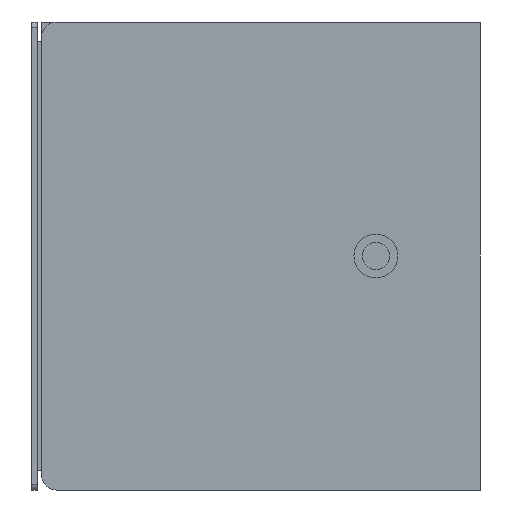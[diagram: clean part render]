
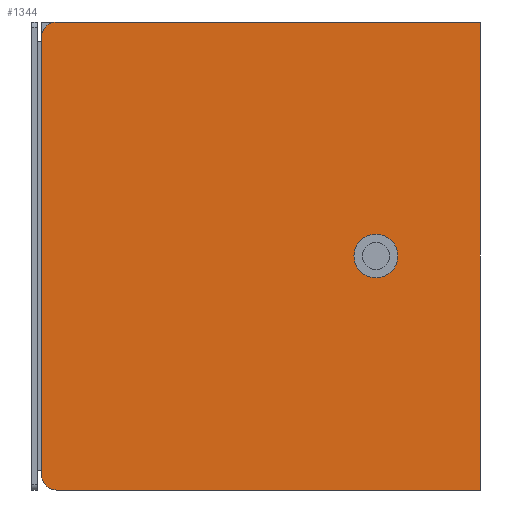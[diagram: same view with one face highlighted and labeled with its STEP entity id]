
A CAD part, left-side view. The second image highlights one B-rep face of the part: STEP entity #1344.
In plain terms, the highlighted planar face has unit normal (-1, 0, 0).
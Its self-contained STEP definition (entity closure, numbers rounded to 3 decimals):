
#10 = ORIENTED_EDGE ( 'NONE', *, *, #547, .T. ) ;
#89 = DIRECTION ( 'NONE',  ( 1., 0., 0. ) ) ;
#92 = DIRECTION ( 'NONE',  ( -1., 0., 0. ) ) ;
#94 = DIRECTION ( 'NONE',  ( 0., 0., -1. ) ) ;
#95 = LINE ( 'NONE', #345, #1907 ) ;
#114 = CARTESIAN_POINT ( 'NONE',  ( -205., -307., -222.65 ) ) ;
#130 = VECTOR ( 'NONE', #1678, 1000. ) ;
#232 = LINE ( 'NONE', #1107, #1151 ) ;
#279 = LINE ( 'NONE', #114, #130 ) ;
#345 = CARTESIAN_POINT ( 'NONE',  ( -205., -10., -160. ) ) ;
#390 = LINE ( 'NONE', #2017, #1217 ) ;
#438 = ORIENTED_EDGE ( 'NONE', *, *, #1762, .T. ) ;
#517 = VERTEX_POINT ( 'NONE', #2242 ) ;
#547 = EDGE_CURVE ( 'NONE', #2197, #517, #994, .T. ) ;
#553 = CARTESIAN_POINT ( 'NONE',  ( -205., -235.5, -15. ) ) ;
#576 = VERTEX_POINT ( 'NONE', #1542 ) ;
#818 = DIRECTION ( 'NONE',  ( -1., 0., 0. ) ) ;
#842 = CARTESIAN_POINT ( 'NONE',  ( -205., -17., 150. ) ) ;
#870 = EDGE_LOOP ( 'NONE', ( #1504 ) ) ;
#876 = EDGE_CURVE ( 'NONE', #517, #1245, #390, .T. ) ;
#908 = VERTEX_POINT ( 'NONE', #553 ) ;
#994 = CIRCLE ( 'NONE', #1291, 10. ) ;
#1010 = AXIS2_PLACEMENT_3D ( 'NONE', #1129, #92, #1308 ) ;
#1021 = DIRECTION ( 'NONE',  ( 0., 0., -1. ) ) ;
#1050 = CIRCLE ( 'NONE', #1010, 15. ) ;
#1107 = CARTESIAN_POINT ( 'NONE',  ( -205., -10., 160. ) ) ;
#1129 = CARTESIAN_POINT ( 'NONE',  ( -205., -235.5, 0. ) ) ;
#1151 = VECTOR ( 'NONE', #1289, 1000. ) ;
#1217 = VECTOR ( 'NONE', #94, 1000. ) ;
#1224 = DIRECTION ( 'NONE',  ( 0., 1., 0. ) ) ;
#1245 = VERTEX_POINT ( 'NONE', #2261 ) ;
#1252 = FACE_OUTER_BOUND ( 'NONE', #2089, .T. ) ;
#1289 = DIRECTION ( 'NONE',  ( 0., 1., 0. ) ) ;
#1291 = AXIS2_PLACEMENT_3D ( 'NONE', #842, #2084, #1021 ) ;
#1300 = CARTESIAN_POINT ( 'NONE',  ( -205., -10., 160. ) ) ;
#1306 = DIRECTION ( 'NONE',  ( 0., 0., -1. ) ) ;
#1308 = DIRECTION ( 'NONE',  ( 0., 0., -1. ) ) ;
#1344 = ADVANCED_FACE ( 'NONE', ( #2191, #1252 ), #1646, .F. ) ;
#1498 = ORIENTED_EDGE ( 'NONE', *, *, #876, .T. ) ;
#1504 = ORIENTED_EDGE ( 'NONE', *, *, #2216, .F. ) ;
#1509 = CARTESIAN_POINT ( 'NONE',  ( -205., -17., -160. ) ) ;
#1542 = CARTESIAN_POINT ( 'NONE',  ( -205., -307., 160. ) ) ;
#1646 = PLANE ( 'NONE',  #1926 ) ;
#1670 = AXIS2_PLACEMENT_3D ( 'NONE', #1869, #818, #2058 ) ;
#1678 = DIRECTION ( 'NONE',  ( 0., 0., 1. ) ) ;
#1714 = ORIENTED_EDGE ( 'NONE', *, *, #1809, .T. ) ;
#1762 = EDGE_CURVE ( 'NONE', #2108, #576, #279, .T. ) ;
#1765 = ORIENTED_EDGE ( 'NONE', *, *, #1995, .F. ) ;
#1809 = EDGE_CURVE ( 'NONE', #1245, #2278, #1873, .T. ) ;
#1820 = CARTESIAN_POINT ( 'NONE',  ( -205., -17., 160. ) ) ;
#1869 = CARTESIAN_POINT ( 'NONE',  ( -205., -17., -150. ) ) ;
#1873 = CIRCLE ( 'NONE', #1670, 10. ) ;
#1887 = ORIENTED_EDGE ( 'NONE', *, *, #2132, .T. ) ;
#1907 = VECTOR ( 'NONE', #1224, 1000. ) ;
#1926 = AXIS2_PLACEMENT_3D ( 'NONE', #1300, #89, #1306 ) ;
#1987 = CARTESIAN_POINT ( 'NONE',  ( -205., -307., -160. ) ) ;
#1995 = EDGE_CURVE ( 'NONE', #2108, #2278, #95, .T. ) ;
#2017 = CARTESIAN_POINT ( 'NONE',  ( -205., -7., 160. ) ) ;
#2058 = DIRECTION ( 'NONE',  ( 0., 0., -1. ) ) ;
#2084 = DIRECTION ( 'NONE',  ( -1., 0., 0. ) ) ;
#2089 = EDGE_LOOP ( 'NONE', ( #1498, #1714, #1765, #438, #1887, #10 ) ) ;
#2108 = VERTEX_POINT ( 'NONE', #1987 ) ;
#2132 = EDGE_CURVE ( 'NONE', #576, #2197, #232, .T. ) ;
#2191 = FACE_BOUND ( 'NONE', #870, .T. ) ;
#2197 = VERTEX_POINT ( 'NONE', #1820 ) ;
#2216 = EDGE_CURVE ( 'NONE', #908, #908, #1050, .T. ) ;
#2242 = CARTESIAN_POINT ( 'NONE',  ( -205., -7., 150. ) ) ;
#2261 = CARTESIAN_POINT ( 'NONE',  ( -205., -7., -150. ) ) ;
#2278 = VERTEX_POINT ( 'NONE', #1509 ) ;
